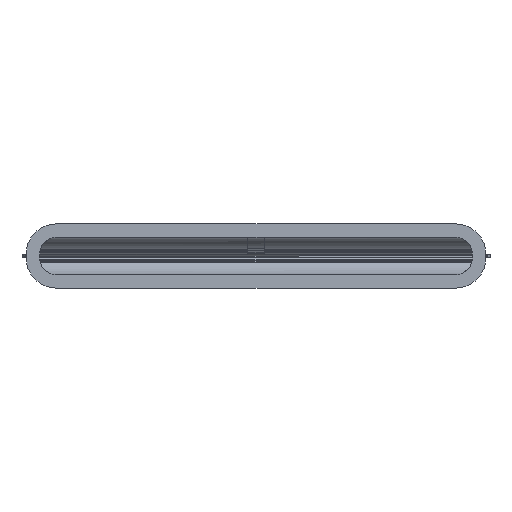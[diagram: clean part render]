
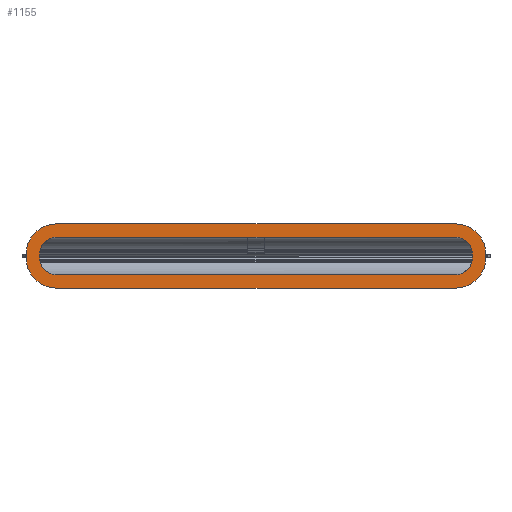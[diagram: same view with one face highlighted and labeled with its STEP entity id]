
A CAD part, left-side view. The second image highlights one B-rep face of the part: STEP entity #1155.
In plain terms, the highlighted planar face has unit normal (-1, 0, 0).
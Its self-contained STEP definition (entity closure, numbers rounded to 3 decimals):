
#28 = CARTESIAN_POINT ( 'NONE',  ( 0., 185., -17.501 ) ) ;
#57 = DIRECTION ( 'NONE',  ( -1., 0., 0. ) ) ;
#103 = DIRECTION ( 'NONE',  ( 0., 0., -1. ) ) ;
#142 = LINE ( 'NONE', #2097, #1615 ) ;
#146 = CARTESIAN_POINT ( 'NONE',  ( 0., -170.5, 1.5 ) ) ;
#155 = CARTESIAN_POINT ( 'NONE',  ( 0., 196.5, 1.5 ) ) ;
#174 = ORIENTED_EDGE ( 'NONE', *, *, #2556, .T. ) ;
#200 = VERTEX_POINT ( 'NONE', #2879 ) ;
#203 = CIRCLE ( 'NONE', #1297, 26. ) ;
#205 = CARTESIAN_POINT ( 'NONE',  ( 0., 170.5, -1.5 ) ) ;
#225 = EDGE_CURVE ( 'NONE', #2506, #1477, #1208, .T. ) ;
#232 = VERTEX_POINT ( 'NONE', #1648 ) ;
#247 = CARTESIAN_POINT ( 'NONE',  ( 0., 170.5, -27.5 ) ) ;
#273 = EDGE_CURVE ( 'NONE', #921, #443, #2455, .T. ) ;
#297 = AXIS2_PLACEMENT_3D ( 'NONE', #1720, #2788, #103 ) ;
#307 = CARTESIAN_POINT ( 'NONE',  ( 0., -185., -1.5 ) ) ;
#325 = CARTESIAN_POINT ( 'NONE',  ( 0., 170.5, 1.5 ) ) ;
#348 = AXIS2_PLACEMENT_3D ( 'NONE', #2096, #503, #1348 ) ;
#426 = DIRECTION ( 'NONE',  ( 1., 0., 0. ) ) ;
#443 = VERTEX_POINT ( 'NONE', #991 ) ;
#468 = VERTEX_POINT ( 'NONE', #1023 ) ;
#503 = DIRECTION ( 'NONE',  ( 1., 0., 0. ) ) ;
#518 = DIRECTION ( 'NONE',  ( 0., 0., 1. ) ) ;
#521 = EDGE_LOOP ( 'NONE', ( #2421, #3430, #1541, #2591, #174, #2311, #3313, #2840 ) ) ;
#536 = DIRECTION ( 'NONE',  ( 1., 0., 0. ) ) ;
#689 = FACE_OUTER_BOUND ( 'NONE', #521, .T. ) ;
#762 = ORIENTED_EDGE ( 'NONE', *, *, #1089, .T. ) ;
#763 = VECTOR ( 'NONE', #2993, 1000. ) ;
#772 = DIRECTION ( 'NONE',  ( -1., 0., 0. ) ) ;
#804 = VECTOR ( 'NONE', #1030, 1000. ) ;
#810 = CARTESIAN_POINT ( 'NONE',  ( 0., -196.5, -1.5 ) ) ;
#862 = DIRECTION ( 'NONE',  ( 0., 0., 1. ) ) ;
#863 = AXIS2_PLACEMENT_3D ( 'NONE', #2067, #426, #962 ) ;
#919 = AXIS2_PLACEMENT_3D ( 'NONE', #2447, #1677, #1097 ) ;
#921 = VERTEX_POINT ( 'NONE', #307 ) ;
#948 = DIRECTION ( 'NONE',  ( -1., 0., 0. ) ) ;
#962 = DIRECTION ( 'NONE',  ( 0., 0., -1. ) ) ;
#974 = DIRECTION ( 'NONE',  ( 0., 0., 1. ) ) ;
#981 = PLANE ( 'NONE',  #863 ) ;
#991 = CARTESIAN_POINT ( 'NONE',  ( 0., -185., 1.5 ) ) ;
#1000 = VECTOR ( 'NONE', #2001, 1000. ) ;
#1021 = ORIENTED_EDGE ( 'NONE', *, *, #2893, .T. ) ;
#1023 = CARTESIAN_POINT ( 'NONE',  ( 0., 170.5, -27.5 ) ) ;
#1030 = DIRECTION ( 'NONE',  ( 0., 0., 1. ) ) ;
#1041 = CIRCLE ( 'NONE', #3142, 26. ) ;
#1084 = LINE ( 'NONE', #810, #3078 ) ;
#1089 = EDGE_CURVE ( 'NONE', #2906, #443, #3081, .T. ) ;
#1097 = DIRECTION ( 'NONE',  ( 0., 0., -1. ) ) ;
#1101 = AXIS2_PLACEMENT_3D ( 'NONE', #1209, #3364, #1500 ) ;
#1128 = CARTESIAN_POINT ( 'NONE',  ( 0., 300., -16. ) ) ;
#1129 = VERTEX_POINT ( 'NONE', #2007 ) ;
#1149 = VERTEX_POINT ( 'NONE', #3115 ) ;
#1155 = ADVANCED_FACE ( 'NONE', ( #1823, #689 ), #981, .F. ) ;
#1173 = CIRCLE ( 'NONE', #1515, 14.5 ) ;
#1175 = EDGE_CURVE ( 'NONE', #2297, #2110, #142, .T. ) ;
#1191 = CARTESIAN_POINT ( 'NONE',  ( 0., -170.5, 27.5 ) ) ;
#1208 = CIRCLE ( 'NONE', #348, 14.5 ) ;
#1209 = CARTESIAN_POINT ( 'NONE',  ( 0., -170.5, -1.5 ) ) ;
#1222 = VERTEX_POINT ( 'NONE', #2332 ) ;
#1272 = EDGE_CURVE ( 'NONE', #921, #1222, #1173, .T. ) ;
#1297 = AXIS2_PLACEMENT_3D ( 'NONE', #325, #57, #1739 ) ;
#1316 = EDGE_CURVE ( 'NONE', #468, #1149, #2440, .T. ) ;
#1317 = CARTESIAN_POINT ( 'NONE',  ( 0., 196.5, 1.5 ) ) ;
#1332 = DIRECTION ( 'NONE',  ( 0., 0., -1. ) ) ;
#1348 = DIRECTION ( 'NONE',  ( 0., 0., -1. ) ) ;
#1390 = VECTOR ( 'NONE', #1585, 1000. ) ;
#1412 = VECTOR ( 'NONE', #2392, 1000. ) ;
#1417 = LINE ( 'NONE', #1128, #1000 ) ;
#1477 = VERTEX_POINT ( 'NONE', #2273 ) ;
#1499 = EDGE_CURVE ( 'NONE', #200, #1222, #1417, .T. ) ;
#1500 = DIRECTION ( 'NONE',  ( 0., 0., 1. ) ) ;
#1504 = ORIENTED_EDGE ( 'NONE', *, *, #1272, .T. ) ;
#1515 = AXIS2_PLACEMENT_3D ( 'NONE', #2135, #536, #1332 ) ;
#1541 = ORIENTED_EDGE ( 'NONE', *, *, #3039, .T. ) ;
#1585 = DIRECTION ( 'NONE',  ( 0., -1., 0. ) ) ;
#1615 = VECTOR ( 'NONE', #2049, 1000. ) ;
#1648 = CARTESIAN_POINT ( 'NONE',  ( 0., 185., -1.5 ) ) ;
#1672 = CARTESIAN_POINT ( 'NONE',  ( 0., -196.5, -1.5 ) ) ;
#1677 = DIRECTION ( 'NONE',  ( 1., 0., 0. ) ) ;
#1679 = CIRCLE ( 'NONE', #919, 14.5 ) ;
#1720 = CARTESIAN_POINT ( 'NONE',  ( 0., -170.5, 1.5 ) ) ;
#1739 = DIRECTION ( 'NONE',  ( 0., 0., 1. ) ) ;
#1761 = EDGE_CURVE ( 'NONE', #232, #2506, #2486, .T. ) ;
#1819 = EDGE_LOOP ( 'NONE', ( #2178, #1504, #2958, #1021, #2635, #2811, #2063, #762 ) ) ;
#1823 = FACE_BOUND ( 'NONE', #1819, .T. ) ;
#1865 = VERTEX_POINT ( 'NONE', #2831 ) ;
#1904 = DIRECTION ( 'NONE',  ( 0., 0., 1. ) ) ;
#2001 = DIRECTION ( 'NONE',  ( 0., -1., 0. ) ) ;
#2007 = CARTESIAN_POINT ( 'NONE',  ( 0., 196.5, -1.5 ) ) ;
#2049 = DIRECTION ( 'NONE',  ( 0., 1., 0. ) ) ;
#2063 = ORIENTED_EDGE ( 'NONE', *, *, #2799, .T. ) ;
#2067 = CARTESIAN_POINT ( 'NONE',  ( 0., 300., 17.5 ) ) ;
#2096 = CARTESIAN_POINT ( 'NONE',  ( 0., 170.5, 1.5 ) ) ;
#2097 = CARTESIAN_POINT ( 'NONE',  ( 0., -170.5, 27.5 ) ) ;
#2110 = VERTEX_POINT ( 'NONE', #2562 ) ;
#2118 = EDGE_CURVE ( 'NONE', #1865, #2297, #1041, .T. ) ;
#2135 = CARTESIAN_POINT ( 'NONE',  ( 0., -170.5, -1.5 ) ) ;
#2160 = CIRCLE ( 'NONE', #3068, 26. ) ;
#2178 = ORIENTED_EDGE ( 'NONE', *, *, #273, .F. ) ;
#2273 = CARTESIAN_POINT ( 'NONE',  ( 0., 170.5, 16. ) ) ;
#2277 = EDGE_CURVE ( 'NONE', #1149, #3404, #2461, .T. ) ;
#2297 = VERTEX_POINT ( 'NONE', #1191 ) ;
#2311 = ORIENTED_EDGE ( 'NONE', *, *, #1316, .T. ) ;
#2332 = CARTESIAN_POINT ( 'NONE',  ( 0., -170.5, -16. ) ) ;
#2392 = DIRECTION ( 'NONE',  ( 0., 0., -1. ) ) ;
#2421 = ORIENTED_EDGE ( 'NONE', *, *, #2118, .T. ) ;
#2440 = LINE ( 'NONE', #247, #763 ) ;
#2443 = LINE ( 'NONE', #1317, #1412 ) ;
#2447 = CARTESIAN_POINT ( 'NONE',  ( 0., 170.5, -1.5 ) ) ;
#2455 = LINE ( 'NONE', #2992, #804 ) ;
#2461 = CIRCLE ( 'NONE', #1101, 26. ) ;
#2486 = LINE ( 'NONE', #28, #2925 ) ;
#2506 = VERTEX_POINT ( 'NONE', #3161 ) ;
#2554 = VERTEX_POINT ( 'NONE', #155 ) ;
#2556 = EDGE_CURVE ( 'NONE', #1129, #468, #2160, .T. ) ;
#2562 = CARTESIAN_POINT ( 'NONE',  ( 0., 170.5, 27.5 ) ) ;
#2591 = ORIENTED_EDGE ( 'NONE', *, *, #3278, .T. ) ;
#2635 = ORIENTED_EDGE ( 'NONE', *, *, #1761, .T. ) ;
#2692 = CARTESIAN_POINT ( 'NONE',  ( 0., -170.5, 16. ) ) ;
#2726 = EDGE_CURVE ( 'NONE', #3404, #1865, #1084, .T. ) ;
#2788 = DIRECTION ( 'NONE',  ( 1., 0., 0. ) ) ;
#2799 = EDGE_CURVE ( 'NONE', #1477, #2906, #3173, .T. ) ;
#2811 = ORIENTED_EDGE ( 'NONE', *, *, #225, .T. ) ;
#2831 = CARTESIAN_POINT ( 'NONE',  ( 0., -196.5, 1.5 ) ) ;
#2840 = ORIENTED_EDGE ( 'NONE', *, *, #2726, .T. ) ;
#2879 = CARTESIAN_POINT ( 'NONE',  ( 0., 170.5, -16. ) ) ;
#2893 = EDGE_CURVE ( 'NONE', #200, #232, #1679, .T. ) ;
#2906 = VERTEX_POINT ( 'NONE', #2692 ) ;
#2925 = VECTOR ( 'NONE', #862, 1000. ) ;
#2958 = ORIENTED_EDGE ( 'NONE', *, *, #1499, .F. ) ;
#2992 = CARTESIAN_POINT ( 'NONE',  ( 0., -185., 17.5 ) ) ;
#2993 = DIRECTION ( 'NONE',  ( 0., -1., 0. ) ) ;
#3039 = EDGE_CURVE ( 'NONE', #2110, #2554, #203, .T. ) ;
#3068 = AXIS2_PLACEMENT_3D ( 'NONE', #205, #772, #974 ) ;
#3078 = VECTOR ( 'NONE', #1904, 1000. ) ;
#3081 = CIRCLE ( 'NONE', #297, 14.5 ) ;
#3115 = CARTESIAN_POINT ( 'NONE',  ( 0., -170.5, -27.5 ) ) ;
#3142 = AXIS2_PLACEMENT_3D ( 'NONE', #146, #948, #518 ) ;
#3161 = CARTESIAN_POINT ( 'NONE',  ( 0., 185., 1.5 ) ) ;
#3173 = LINE ( 'NONE', #3449, #1390 ) ;
#3278 = EDGE_CURVE ( 'NONE', #2554, #1129, #2443, .T. ) ;
#3313 = ORIENTED_EDGE ( 'NONE', *, *, #2277, .T. ) ;
#3364 = DIRECTION ( 'NONE',  ( -1., 0., 0. ) ) ;
#3404 = VERTEX_POINT ( 'NONE', #1672 ) ;
#3430 = ORIENTED_EDGE ( 'NONE', *, *, #1175, .T. ) ;
#3449 = CARTESIAN_POINT ( 'NONE',  ( 0., 300., 16. ) ) ;
